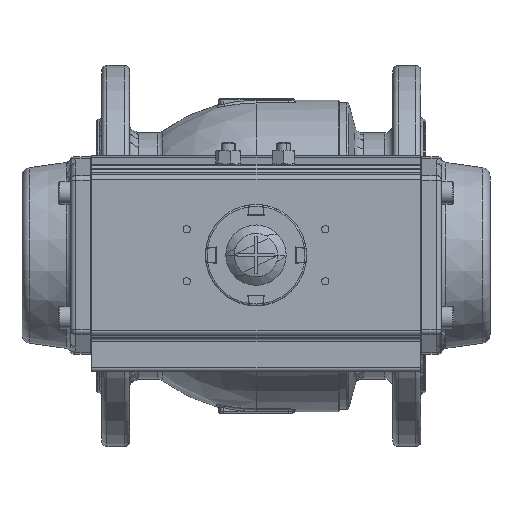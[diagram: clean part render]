
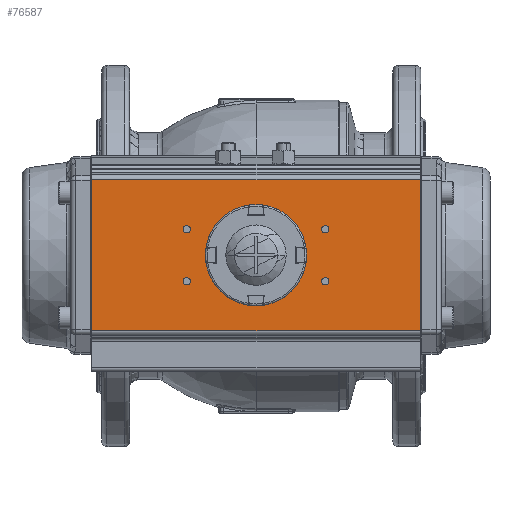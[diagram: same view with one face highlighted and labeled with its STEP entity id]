
A CAD part, top view. The second image highlights one B-rep face of the part: STEP entity #76587.
In plain terms, the highlighted planar face has unit normal (0, 0, 1).
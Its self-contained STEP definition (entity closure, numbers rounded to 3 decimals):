
#76448=CARTESIAN_POINT('',(93.951,43.512,253.));
#76449=DIRECTION('',(-0.,0.,-1.));
#76450=DIRECTION('',(0.,1.,0.));
#76451=AXIS2_PLACEMENT_3D('',#76448,#76449,#76450);
#76452=PLANE('',#76451);
#76453=CARTESIAN_POINT('',(-38.949,-15.,253.));
#76454=VERTEX_POINT('',#76453);
#76455=CARTESIAN_POINT('',(-43.149,-15.,253.));
#76456=VERTEX_POINT('',#76455);
#76457=CARTESIAN_POINT('',(-41.049,-15.,253.));
#76458=DIRECTION('',(0.,-0.,1.));
#76459=DIRECTION('',(1.,-0.,-0.));
#76460=AXIS2_PLACEMENT_3D('',#76457,#76458,#76459);
#76461=CIRCLE('',#76460,2.1);
#76462=EDGE_CURVE('NONE',#76454,#76456,#76461,.T.);
#76463=ORIENTED_EDGE('',*,*,#76462,.F.);
#76464=CARTESIAN_POINT('',(-41.049,-15.,253.));
#76465=DIRECTION('',(0.,-0.,1.));
#76466=DIRECTION('',(1.,-0.,-0.));
#76467=AXIS2_PLACEMENT_3D('',#76464,#76465,#76466);
#76468=CIRCLE('',#76467,2.1);
#76469=EDGE_CURVE('NONE',#76456,#76454,#76468,.T.);
#76470=ORIENTED_EDGE('',*,*,#76469,.F.);
#76471=EDGE_LOOP('',(#76463,#76470));
#76472=FACE_BOUND('',#76471,.T.);
#76473=CARTESIAN_POINT('',(-38.949,15.,253.));
#76474=VERTEX_POINT('',#76473);
#76475=CARTESIAN_POINT('',(-43.149,15.,253.));
#76476=VERTEX_POINT('',#76475);
#76477=CARTESIAN_POINT('',(-41.049,15.,253.));
#76478=DIRECTION('',(0.,-0.,1.));
#76479=DIRECTION('',(1.,-0.,-0.));
#76480=AXIS2_PLACEMENT_3D('',#76477,#76478,#76479);
#76481=CIRCLE('',#76480,2.1);
#76482=EDGE_CURVE('NONE',#76474,#76476,#76481,.T.);
#76483=ORIENTED_EDGE('',*,*,#76482,.F.);
#76484=CARTESIAN_POINT('',(-41.049,15.,253.));
#76485=DIRECTION('',(0.,-0.,1.));
#76486=DIRECTION('',(1.,-0.,-0.));
#76487=AXIS2_PLACEMENT_3D('',#76484,#76485,#76486);
#76488=CIRCLE('',#76487,2.1);
#76489=EDGE_CURVE('NONE',#76476,#76474,#76488,.T.);
#76490=ORIENTED_EDGE('',*,*,#76489,.F.);
#76491=EDGE_LOOP('',(#76483,#76490));
#76492=FACE_BOUND('',#76491,.T.);
#76493=CARTESIAN_POINT('',(41.051,-15.,253.));
#76494=VERTEX_POINT('',#76493);
#76495=CARTESIAN_POINT('',(36.851,-15.,253.));
#76496=VERTEX_POINT('',#76495);
#76497=CARTESIAN_POINT('',(38.951,-15.,253.));
#76498=DIRECTION('',(0.,-0.,1.));
#76499=DIRECTION('',(1.,-0.,-0.));
#76500=AXIS2_PLACEMENT_3D('',#76497,#76498,#76499);
#76501=CIRCLE('',#76500,2.1);
#76502=EDGE_CURVE('NONE',#76494,#76496,#76501,.T.);
#76503=ORIENTED_EDGE('',*,*,#76502,.F.);
#76504=CARTESIAN_POINT('',(38.951,-15.,253.));
#76505=DIRECTION('',(0.,-0.,1.));
#76506=DIRECTION('',(1.,-0.,-0.));
#76507=AXIS2_PLACEMENT_3D('',#76504,#76505,#76506);
#76508=CIRCLE('',#76507,2.1);
#76509=EDGE_CURVE('NONE',#76496,#76494,#76508,.T.);
#76510=ORIENTED_EDGE('',*,*,#76509,.F.);
#76511=EDGE_LOOP('',(#76503,#76510));
#76512=FACE_BOUND('',#76511,.T.);
#76513=CARTESIAN_POINT('',(41.051,15.,253.));
#76514=VERTEX_POINT('',#76513);
#76515=CARTESIAN_POINT('',(36.851,15.,253.));
#76516=VERTEX_POINT('',#76515);
#76517=CARTESIAN_POINT('',(38.951,15.,253.));
#76518=DIRECTION('',(0.,-0.,1.));
#76519=DIRECTION('',(1.,-0.,-0.));
#76520=AXIS2_PLACEMENT_3D('',#76517,#76518,#76519);
#76521=CIRCLE('',#76520,2.1);
#76522=EDGE_CURVE('NONE',#76514,#76516,#76521,.T.);
#76523=ORIENTED_EDGE('',*,*,#76522,.F.);
#76524=CARTESIAN_POINT('',(38.951,15.,253.));
#76525=DIRECTION('',(0.,-0.,1.));
#76526=DIRECTION('',(1.,-0.,-0.));
#76527=AXIS2_PLACEMENT_3D('',#76524,#76525,#76526);
#76528=CIRCLE('',#76527,2.1);
#76529=EDGE_CURVE('NONE',#76516,#76514,#76528,.T.);
#76530=ORIENTED_EDGE('',*,*,#76529,.F.);
#76531=EDGE_LOOP('',(#76523,#76530));
#76532=FACE_BOUND('',#76531,.T.);
#76533=CARTESIAN_POINT('',(93.698,43.512,253.));
#76534=VERTEX_POINT('',#76533);
#76535=CARTESIAN_POINT('',(-95.796,43.512,253.));
#76536=VERTEX_POINT('',#76535);
#76537=CARTESIAN_POINT('',(93.698,43.512,253.));
#76538=DIRECTION('',(-1.,0.,0.));
#76539=VECTOR('',#76538,189.494);
#76540=LINE('',#76537,#76539);
#76541=EDGE_CURVE('',#76534,#76536,#76540,.T.);
#76542=ORIENTED_EDGE('',*,*,#76541,.T.);
#76543=CARTESIAN_POINT('',(-95.796,-43.512,253.));
#76544=VERTEX_POINT('',#76543);
#76545=CARTESIAN_POINT('',(-95.796,43.512,253.));
#76546=DIRECTION('',(-0.,-1.,-0.));
#76547=VECTOR('',#76546,87.023);
#76548=LINE('',#76545,#76547);
#76549=EDGE_CURVE('',#76536,#76544,#76548,.T.);
#76550=ORIENTED_EDGE('',*,*,#76549,.T.);
#76551=CARTESIAN_POINT('',(93.698,-43.512,253.));
#76552=VERTEX_POINT('',#76551);
#76553=CARTESIAN_POINT('',(93.698,-43.512,253.));
#76554=DIRECTION('',(-1.,0.,0.));
#76555=VECTOR('',#76554,189.494);
#76556=LINE('',#76553,#76555);
#76557=EDGE_CURVE('',#76552,#76544,#76556,.T.);
#76558=ORIENTED_EDGE('',*,*,#76557,.F.);
#76559=CARTESIAN_POINT('',(93.698,-43.512,253.));
#76560=DIRECTION('',(0.,1.,0.));
#76561=VECTOR('',#76560,87.023);
#76562=LINE('',#76559,#76561);
#76563=EDGE_CURVE('',#76552,#76534,#76562,.T.);
#76564=ORIENTED_EDGE('',*,*,#76563,.T.);
#76565=EDGE_LOOP('',(#76542,#76550,#76558,#76564));
#76566=FACE_BOUND('',#76565,.T.);
#76567=CARTESIAN_POINT('',(11.451,0.,253.));
#76568=VERTEX_POINT('',#76567);
#76569=CARTESIAN_POINT('',(-13.549,0.,253.));
#76570=VERTEX_POINT('',#76569);
#76571=CARTESIAN_POINT('',(-1.049,0.,253.));
#76572=DIRECTION('',(-0.,0.,-1.));
#76573=DIRECTION('',(-1.,0.,0.));
#76574=AXIS2_PLACEMENT_3D('',#76571,#76572,#76573);
#76575=CIRCLE('',#76574,12.5);
#76576=EDGE_CURVE('',#76568,#76570,#76575,.T.);
#76577=ORIENTED_EDGE('',*,*,#76576,.T.);
#76578=CARTESIAN_POINT('',(-1.049,0.,253.));
#76579=DIRECTION('',(-0.,0.,-1.));
#76580=DIRECTION('',(-1.,0.,0.));
#76581=AXIS2_PLACEMENT_3D('',#76578,#76579,#76580);
#76582=CIRCLE('',#76581,12.5);
#76583=EDGE_CURVE('',#76570,#76568,#76582,.T.);
#76584=ORIENTED_EDGE('',*,*,#76583,.T.);
#76585=EDGE_LOOP('',(#76577,#76584));
#76586=FACE_BOUND('',#76585,.T.);
#76587=ADVANCED_FACE('',(#76472,#76492,#76512,#76532,#76566,#76586),#76452,.F.);
